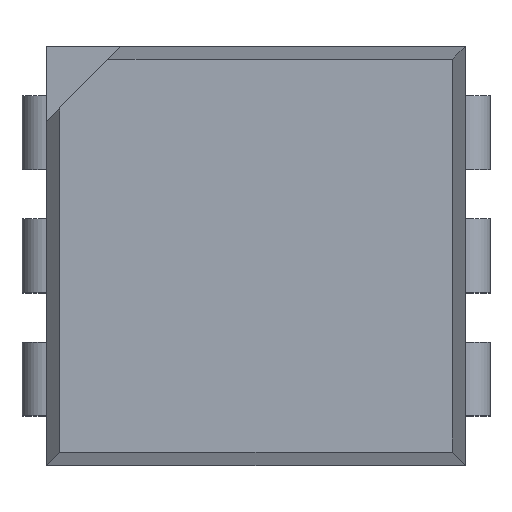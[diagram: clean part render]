
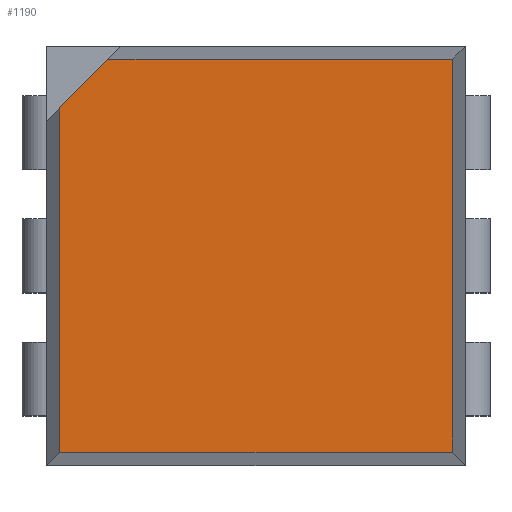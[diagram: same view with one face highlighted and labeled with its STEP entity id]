
A CAD part, top view. The second image highlights one B-rep face of the part: STEP entity #1190.
In plain terms, the highlighted planar face has unit normal (0, 0, 1).
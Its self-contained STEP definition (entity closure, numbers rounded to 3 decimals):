
#83=FACE_OUTER_BOUND('',#158,.T.);
#158=EDGE_LOOP('',(#835,#836,#837,#838,#839));
#249=LINE('',#1764,#390);
#250=LINE('',#1767,#391);
#251=LINE('',#1769,#392);
#252=LINE('',#1771,#393);
#253=LINE('',#1772,#394);
#390=VECTOR('',#1414,10.);
#391=VECTOR('',#1417,10.);
#392=VECTOR('',#1418,10.);
#393=VECTOR('',#1419,10.);
#394=VECTOR('',#1420,10.);
#521=VERTEX_POINT('',#1758);
#523=VERTEX_POINT('',#1762);
#524=VERTEX_POINT('',#1766);
#525=VERTEX_POINT('',#1768);
#526=VERTEX_POINT('',#1770);
#643=EDGE_CURVE('',#521,#523,#249,.T.);
#644=EDGE_CURVE('',#524,#523,#250,.T.);
#645=EDGE_CURVE('',#525,#524,#251,.T.);
#646=EDGE_CURVE('',#526,#525,#252,.T.);
#647=EDGE_CURVE('',#521,#526,#253,.T.);
#835=ORIENTED_EDGE('',*,*,#643,.T.);
#836=ORIENTED_EDGE('',*,*,#644,.F.);
#837=ORIENTED_EDGE('',*,*,#645,.F.);
#838=ORIENTED_EDGE('',*,*,#646,.F.);
#839=ORIENTED_EDGE('',*,*,#647,.F.);
#1129=PLANE('',#1273);
#1190=ADVANCED_FACE('',(#83),#1129,.T.);
#1273=AXIS2_PLACEMENT_3D('',#1765,#1415,#1416);
#1414=DIRECTION('',(-0.704,-0.71,0.));
#1415=DIRECTION('center_axis',(0.,0.,1.));
#1416=DIRECTION('ref_axis',(1.,0.,0.));
#1417=DIRECTION('',(0.,1.,0.));
#1418=DIRECTION('',(-1.,0.,0.));
#1419=DIRECTION('',(0.,-1.,0.));
#1420=DIRECTION('',(1.,0.,0.));
#1758=CARTESIAN_POINT('',(-1.202,1.595,2.8));
#1762=CARTESIAN_POINT('',(-1.595,1.198,2.8));
#1764=CARTESIAN_POINT('',(-1.552,1.242,2.8));
#1765=CARTESIAN_POINT('Origin',(0.,0.,2.8));
#1766=CARTESIAN_POINT('',(-1.595,-1.595,2.8));
#1767=CARTESIAN_POINT('',(-1.595,1.7,2.8));
#1768=CARTESIAN_POINT('',(1.595,-1.595,2.8));
#1769=CARTESIAN_POINT('',(-1.7,-1.595,2.8));
#1770=CARTESIAN_POINT('',(1.595,1.595,2.8));
#1771=CARTESIAN_POINT('',(1.595,-1.7,2.8));
#1772=CARTESIAN_POINT('',(1.7,1.595,2.8));
